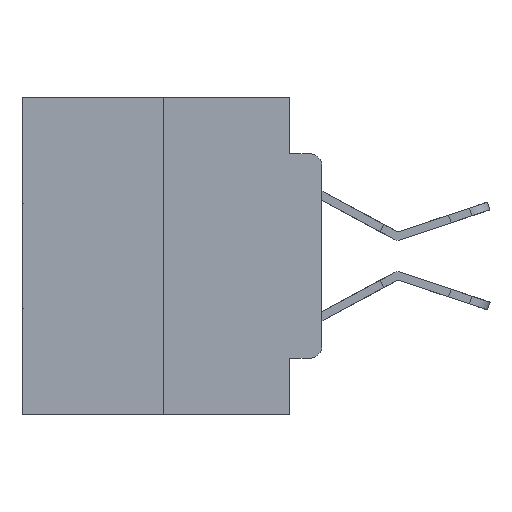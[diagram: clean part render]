
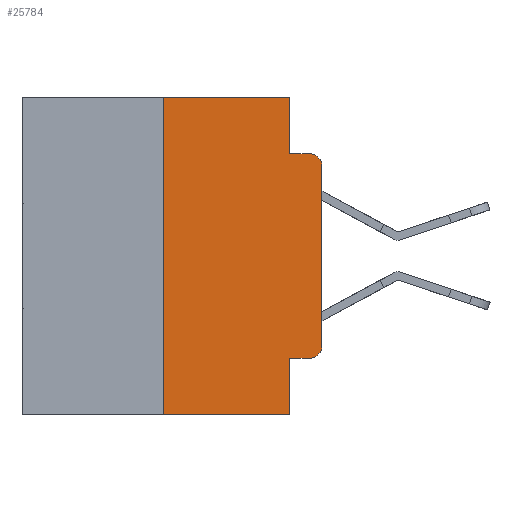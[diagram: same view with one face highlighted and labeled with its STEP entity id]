
A CAD part, left-side view. The second image highlights one B-rep face of the part: STEP entity #25784.
In plain terms, the highlighted planar face has unit normal (-1, 0, 0).
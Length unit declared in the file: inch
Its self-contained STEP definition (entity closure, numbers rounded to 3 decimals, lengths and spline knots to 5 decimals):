
#20 = EDGE_CURVE ( 'NONE', #16703, #23809, #6985, .T. ) ;
#744 = ORIENTED_EDGE ( 'NONE', *, *, #20875, .F. ) ;
#983 = CARTESIAN_POINT ( 'NONE',  ( 0., 0.051, -0.0885 ) ) ;
#1573 = DIRECTION ( 'NONE',  ( 0., -1., 0. ) ) ;
#1576 = CARTESIAN_POINT ( 'NONE',  ( 0., 0.25, 0. ) ) ;
#3655 = DIRECTION ( 'NONE',  ( 0., 0., -1. ) ) ;
#3976 = CARTESIAN_POINT ( 'NONE',  ( 0., 0.02, -0.3915 ) ) ;
#4019 = CARTESIAN_POINT ( 'NONE',  ( 0., 0.051, 0. ) ) ;
#4063 = ORIENTED_EDGE ( 'NONE', *, *, #29227, .F. ) ;
#4135 = FACE_OUTER_BOUND ( 'NONE', #16653, .T. ) ;
#4370 = LINE ( 'NONE', #15153, #6853 ) ;
#4671 = VERTEX_POINT ( 'NONE', #23652 ) ;
#4966 = EDGE_CURVE ( 'NONE', #4671, #15678, #23171, .T. ) ;
#5040 = VECTOR ( 'NONE', #11807, 39.37008 ) ;
#5077 = DIRECTION ( 'NONE',  ( 0., -1., 0. ) ) ;
#6426 = ORIENTED_EDGE ( 'NONE', *, *, #18131, .F. ) ;
#6660 = EDGE_CURVE ( 'NONE', #18050, #16703, #16260, .T. ) ;
#6853 = VECTOR ( 'NONE', #1573, 39.37008 ) ;
#6985 = CIRCLE ( 'NONE', #12704, 0.02 ) ;
#7479 = VERTEX_POINT ( 'NONE', #24554 ) ;
#7533 = DIRECTION ( 'NONE',  ( -1., 0., 0. ) ) ;
#8741 = VERTEX_POINT ( 'NONE', #8860 ) ;
#8860 = CARTESIAN_POINT ( 'NONE',  ( 0., 0.25, -0.5 ) ) ;
#8881 = DIRECTION ( 'NONE',  ( 1., 0., 0. ) ) ;
#9003 = ORIENTED_EDGE ( 'NONE', *, *, #20, .T. ) ;
#9040 = ORIENTED_EDGE ( 'NONE', *, *, #4966, .T. ) ;
#10069 = DIRECTION ( 'NONE',  ( 0., -1., 0. ) ) ;
#10561 = DIRECTION ( 'NONE',  ( 0., 0., -1. ) ) ;
#11494 = VERTEX_POINT ( 'NONE', #26956 ) ;
#11807 = DIRECTION ( 'NONE',  ( 0., -1., 0. ) ) ;
#11824 = CARTESIAN_POINT ( 'NONE',  ( 0., 0.02, -0.4115 ) ) ;
#11887 = ORIENTED_EDGE ( 'NONE', *, *, #6660, .T. ) ;
#11948 = CARTESIAN_POINT ( 'NONE',  ( 0., 0.02, -0.0885 ) ) ;
#12063 = DIRECTION ( 'NONE',  ( 0., 0., 1. ) ) ;
#12704 = AXIS2_PLACEMENT_3D ( 'NONE', #28005, #7533, #3655 ) ;
#13080 = DIRECTION ( 'NONE',  ( 0., 0., -1. ) ) ;
#13609 = ORIENTED_EDGE ( 'NONE', *, *, #24397, .F. ) ;
#13794 = VECTOR ( 'NONE', #12063, 39.37008 ) ;
#14156 = LINE ( 'NONE', #23976, #22128 ) ;
#14313 = CARTESIAN_POINT ( 'NONE',  ( 0., 0., 0. ) ) ;
#14841 = AXIS2_PLACEMENT_3D ( 'NONE', #3976, #18308, #13080 ) ;
#15153 = CARTESIAN_POINT ( 'NONE',  ( 0., 0.473, -0.5 ) ) ;
#15619 = CARTESIAN_POINT ( 'NONE',  ( 0., 0.473, 0. ) ) ;
#15678 = VERTEX_POINT ( 'NONE', #11824 ) ;
#15805 = AXIS2_PLACEMENT_3D ( 'NONE', #15619, #8881, #27276 ) ;
#16100 = EDGE_CURVE ( 'NONE', #29166, #24003, #21221, .T. ) ;
#16260 = LINE ( 'NONE', #14313, #13794 ) ;
#16653 = EDGE_LOOP ( 'NONE', ( #11887, #9003, #6426, #4063, #21303, #744, #22153, #13609, #9040, #22392 ) ) ;
#16703 = VERTEX_POINT ( 'NONE', #17871 ) ;
#16963 = CARTESIAN_POINT ( 'NONE',  ( 0., 0., -0.3915 ) ) ;
#17871 = CARTESIAN_POINT ( 'NONE',  ( 0., 0., -0.1085 ) ) ;
#17955 = DIRECTION ( 'NONE',  ( 0., 0., 1. ) ) ;
#18050 = VERTEX_POINT ( 'NONE', #16963 ) ;
#18131 = EDGE_CURVE ( 'NONE', #11494, #23809, #28156, .T. ) ;
#18308 = DIRECTION ( 'NONE',  ( -1., 0., 0. ) ) ;
#18713 = CARTESIAN_POINT ( 'NONE',  ( 0., 0.051, -0.4115 ) ) ;
#18760 = EDGE_CURVE ( 'NONE', #15678, #18050, #23901, .T. ) ;
#18981 = CARTESIAN_POINT ( 'NONE',  ( 0., 0.473, 0. ) ) ;
#19916 = LINE ( 'NONE', #20503, #20202 ) ;
#20202 = VECTOR ( 'NONE', #17955, 39.37008 ) ;
#20503 = CARTESIAN_POINT ( 'NONE',  ( 0., 0.25, 0. ) ) ;
#20875 = EDGE_CURVE ( 'NONE', #8741, #29166, #19916, .T. ) ;
#21221 = LINE ( 'NONE', #18981, #25241 ) ;
#21303 = ORIENTED_EDGE ( 'NONE', *, *, #16100, .F. ) ;
#21494 = CARTESIAN_POINT ( 'NONE',  ( 0., 0.051, 0. ) ) ;
#22128 = VECTOR ( 'NONE', #23264, 39.37008 ) ;
#22153 = ORIENTED_EDGE ( 'NONE', *, *, #28082, .T. ) ;
#22392 = ORIENTED_EDGE ( 'NONE', *, *, #18760, .T. ) ;
#23171 = LINE ( 'NONE', #18713, #5040 ) ;
#23264 = DIRECTION ( 'NONE',  ( 0., 0., -1. ) ) ;
#23652 = CARTESIAN_POINT ( 'NONE',  ( 0., 0.051, -0.4115 ) ) ;
#23809 = VERTEX_POINT ( 'NONE', #11948 ) ;
#23901 = CIRCLE ( 'NONE', #14841, 0.02 ) ;
#23976 = CARTESIAN_POINT ( 'NONE',  ( 0., 0.051, 0. ) ) ;
#24003 = VERTEX_POINT ( 'NONE', #4019 ) ;
#24397 = EDGE_CURVE ( 'NONE', #4671, #7479, #28788, .T. ) ;
#24554 = CARTESIAN_POINT ( 'NONE',  ( 0., 0.051, -0.5 ) ) ;
#25174 = PLANE ( 'NONE',  #15805 ) ;
#25241 = VECTOR ( 'NONE', #5077, 39.37008 ) ;
#25773 = VECTOR ( 'NONE', #10561, 39.37008 ) ;
#25784 = ADVANCED_FACE ( 'NONE', ( #4135 ), #25174, .F. ) ;
#26956 = CARTESIAN_POINT ( 'NONE',  ( 0., 0.051, -0.0885 ) ) ;
#27276 = DIRECTION ( 'NONE',  ( 0., 0., -1. ) ) ;
#28005 = CARTESIAN_POINT ( 'NONE',  ( 0., 0.02, -0.1085 ) ) ;
#28082 = EDGE_CURVE ( 'NONE', #8741, #7479, #4370, .T. ) ;
#28156 = LINE ( 'NONE', #983, #29129 ) ;
#28788 = LINE ( 'NONE', #21494, #25773 ) ;
#29129 = VECTOR ( 'NONE', #10069, 39.37008 ) ;
#29166 = VERTEX_POINT ( 'NONE', #1576 ) ;
#29227 = EDGE_CURVE ( 'NONE', #24003, #11494, #14156, .T. ) ;
